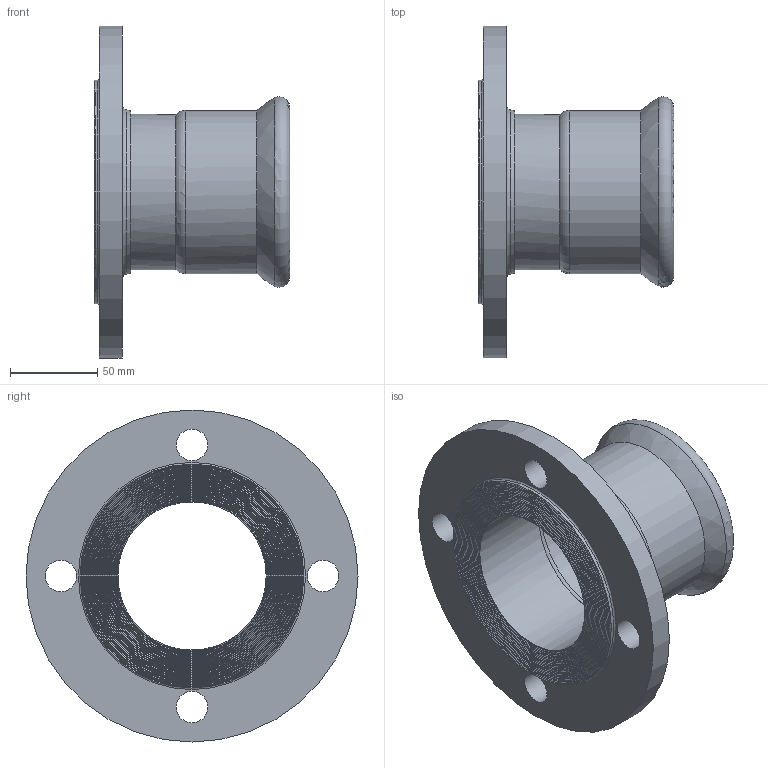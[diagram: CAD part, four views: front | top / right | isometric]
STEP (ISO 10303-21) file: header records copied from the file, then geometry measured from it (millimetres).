
FILE_DESCRIPTION(/* description */ ('MANICOTTO Ø88,9 CON FLANGIA PN6'),/* implementation_level */ '2;1');
FILE_NAME(/* name */ '193088002_Inoxpres.stp',/* time_stamp */ '2022-10-12T12:29:55+02:00',/* author */ ('Vault'),/* organization */ ('Raccorderie metalliche s.p.a. '),/* preprocessor_version */ 'ST-DEVELOPER v18.1',/* originating_system */ 'Autodesk Inventor 2020',/* authorisation */ 'Raccorderie metalliche s.p.a. ');
FILE_SCHEMA (('AUTOMOTIVE_DESIGN { 1 0 10303 214 3 1 1 }'));
Length unit declared in the file: millimetre
Products named in the file (1): 193088002_Inoxpres
Bounding box: 112 x 190 x 190 mm (x, y, z)
Volume: 389086.6 mm3; surface area: 119494.8 mm2
Topology: 1 solids, 1 shells, 69 faces, 218 edges, 154 vertices
Faces by surface type: cone 44, cylinder 12, torus 7, plane 5, bspline 1
Full cylindrical faces by diameter (mm): 18 x4, 84.9 x1, 88.9 x1, 89.5 x1, 91.3 x2, 93.5 x1, 128 x1, 190 x1
Entity records: 2645 total; most frequent: DIRECTION 518, CARTESIAN_POINT 468, ORIENTED_EDGE 436, AXIS2_PLACEMENT_3D 231, EDGE_CURVE 218, CIRCLE 162, VERTEX_POINT 154, EDGE_LOOP 82
